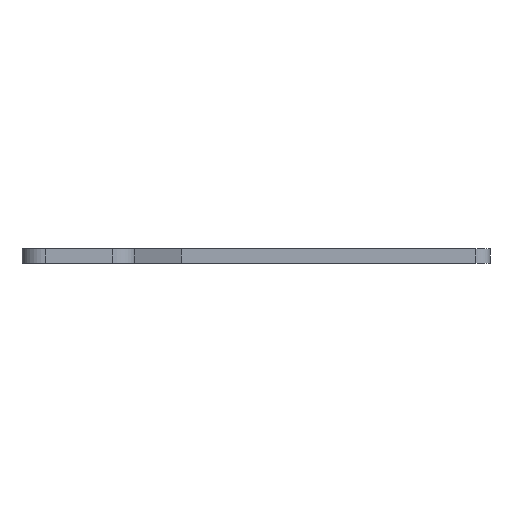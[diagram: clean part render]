
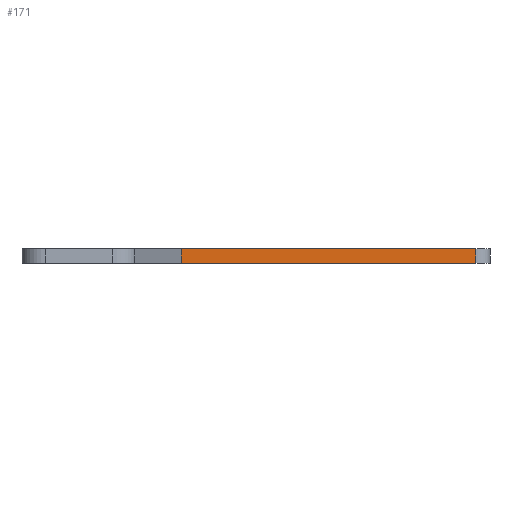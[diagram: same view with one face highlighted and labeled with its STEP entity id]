
A CAD part, front view. The second image highlights one B-rep face of the part: STEP entity #171.
In plain terms, the highlighted planar face has unit normal (0, -1, 0).
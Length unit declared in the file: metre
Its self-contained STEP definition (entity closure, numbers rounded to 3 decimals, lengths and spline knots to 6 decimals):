
#171 = ADVANCED_FACE( '', ( #377 ), #378, .T. );
#377 = FACE_OUTER_BOUND( '', #580, .T. );
#378 = PLANE( '', #581 );
#580 = EDGE_LOOP( '', ( #1042, #1043, #1044, #1045 ) );
#581 = AXIS2_PLACEMENT_3D( '', #1046, #1047, #1048 );
#1042 = ORIENTED_EDGE( '', *, *, #1206, .F. );
#1043 = ORIENTED_EDGE( '', *, *, #1245, .T. );
#1044 = ORIENTED_EDGE( '', *, *, #1258, .T. );
#1045 = ORIENTED_EDGE( '', *, *, #1198, .T. );
#1046 = CARTESIAN_POINT( '', ( -0.009409, -0.01975, 0.003 ) );
#1047 = DIRECTION( '', ( 0., -1., 0. ) );
#1048 = DIRECTION( '', ( 1., 0., 0. ) );
#1198 = EDGE_CURVE( '', #1456, #1461, #1463, .T. );
#1206 = EDGE_CURVE( '', #1472, #1461, #1474, .T. );
#1245 = EDGE_CURVE( '', #1472, #1526, #1528, .F. );
#1258 = EDGE_CURVE( '', #1526, #1456, #1544, .T. );
#1456 = VERTEX_POINT( '', #1806 );
#1461 = VERTEX_POINT( '', #1813 );
#1463 = LINE( '', #1816, #1817 );
#1472 = VERTEX_POINT( '', #1828 );
#1474 = LINE( '', #1830, #1831 );
#1526 = VERTEX_POINT( '', #1898 );
#1528 = LINE( '', #1900, #1901 );
#1544 = LINE( '', #1921, #1922 );
#1806 = CARTESIAN_POINT( '', ( -0.0204, -0.01975, 0.003 ) );
#1813 = CARTESIAN_POINT( '', ( -0.0204, -0.01975, 0. ) );
#1816 = CARTESIAN_POINT( '', ( -0.0204, -0.01975, 0.003 ) );
#1817 = VECTOR( '', #2072, 1. );
#1828 = CARTESIAN_POINT( '', ( 0.0424, -0.01975, 0. ) );
#1830 = CARTESIAN_POINT( '', ( -0.009409, -0.01975, 0. ) );
#1831 = VECTOR( '', #2084, 1. );
#1898 = CARTESIAN_POINT( '', ( 0.0424, -0.01975, 0.003 ) );
#1900 = CARTESIAN_POINT( '', ( 0.0424, -0.01975, 0.003 ) );
#1901 = VECTOR( '', #2145, 1. );
#1921 = CARTESIAN_POINT( '', ( -0.009409, -0.01975, 0.003 ) );
#1922 = VECTOR( '', #2156, 1. );
#2072 = DIRECTION( '', ( 0., 0., -1. ) );
#2084 = DIRECTION( '', ( -1., 0., 0. ) );
#2145 = DIRECTION( '', ( 0., 0., -1. ) );
#2156 = DIRECTION( '', ( -1., 0., 0. ) );
